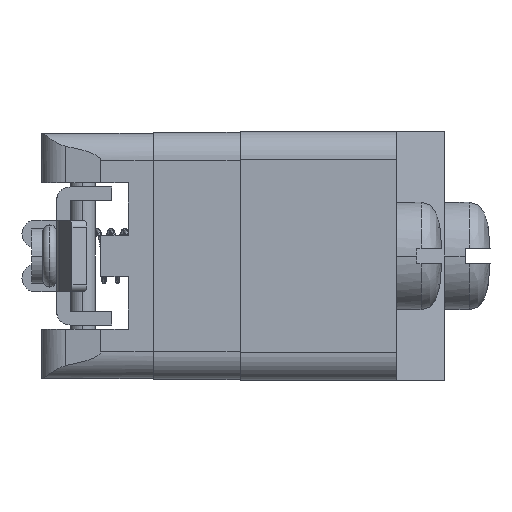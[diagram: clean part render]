
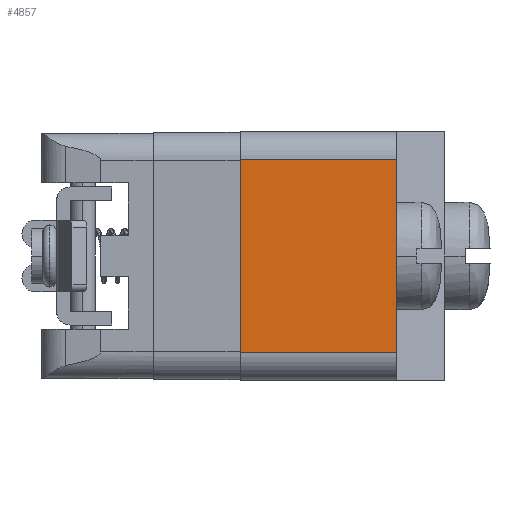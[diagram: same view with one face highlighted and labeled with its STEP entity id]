
A CAD part, left-side view. The second image highlights one B-rep face of the part: STEP entity #4857.
In plain terms, the highlighted planar face has unit normal (-1, 0, 0).
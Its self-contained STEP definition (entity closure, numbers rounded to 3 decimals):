
#442=DIRECTION('',(0.,0.,1.));
#443=VECTOR('',#442,14.);
#444=CARTESIAN_POINT('',(-25.,14.8,-7.));
#445=LINE('',#444,#443);
#504=DIRECTION('',(0.,-1.,0.));
#505=VECTOR('',#504,11.3);
#506=CARTESIAN_POINT('',(-25.,14.8,-7.));
#507=LINE('',#506,#505);
#508=DIRECTION('',(0.,-1.,0.));
#509=VECTOR('',#508,11.3);
#510=CARTESIAN_POINT('',(-25.,14.8,7.));
#511=LINE('',#510,#509);
#512=DIRECTION('',(0.,0.,1.));
#513=VECTOR('',#512,14.);
#514=CARTESIAN_POINT('',(-25.,3.5,-7.));
#515=LINE('',#514,#513);
#3426=CARTESIAN_POINT('',(-25.,14.8,-7.));
#3427=CARTESIAN_POINT('',(-25.,3.5,-7.));
#3428=VERTEX_POINT('',#3426);
#3429=VERTEX_POINT('',#3427);
#3446=CARTESIAN_POINT('',(-25.,3.5,7.));
#3447=VERTEX_POINT('',#3446);
#3448=CARTESIAN_POINT('',(-25.,14.8,7.));
#3449=VERTEX_POINT('',#3448);
#4846=CARTESIAN_POINT('',(-25.,0.,-9.));
#4847=DIRECTION('',(-1.,0.,0.));
#4848=DIRECTION('',(0.,0.,1.));
#4849=AXIS2_PLACEMENT_3D('',#4846,#4847,#4848);
#4850=PLANE('',#4849);
#4851=ORIENTED_EDGE('',*,*,#4839,.F.);
#4852=ORIENTED_EDGE('',*,*,#4767,.T.);
#4853=ORIENTED_EDGE('',*,*,#4806,.T.);
#4854=ORIENTED_EDGE('',*,*,#4818,.F.);
#4855=EDGE_LOOP('',(#4851,#4852,#4853,#4854));
#4856=FACE_OUTER_BOUND('',#4855,.F.);
#4767=EDGE_CURVE('',#3428,#3449,#445,.T.);
#4806=EDGE_CURVE('',#3449,#3447,#511,.T.);
#4818=EDGE_CURVE('',#3429,#3447,#515,.T.);
#4839=EDGE_CURVE('',#3428,#3429,#507,.T.);
#4857=ADVANCED_FACE('',(#4856),#4850,.T.);
